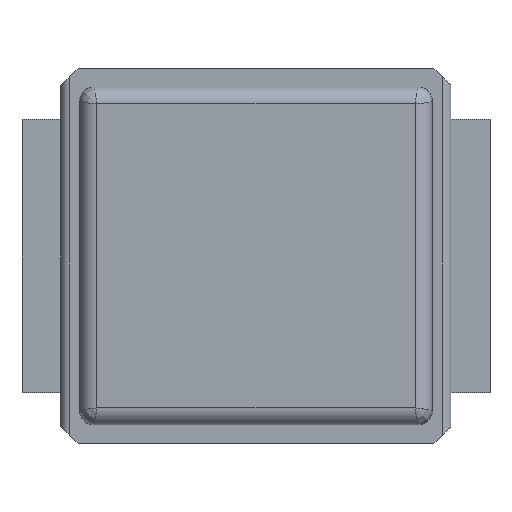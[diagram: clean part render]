
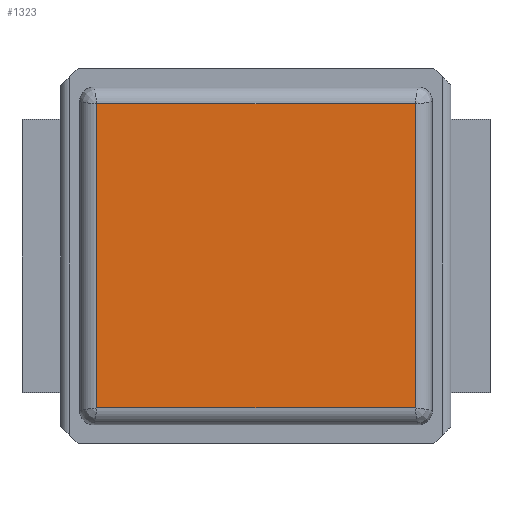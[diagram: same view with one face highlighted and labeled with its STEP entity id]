
A CAD part, top view. The second image highlights one B-rep face of the part: STEP entity #1323.
In plain terms, the highlighted planar face has unit normal (0, 0, 1).
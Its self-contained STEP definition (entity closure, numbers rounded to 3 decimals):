
#12=DIRECTION('',(0.,0.,1.));
#65=VECTOR('',#66,1.);
#66=DIRECTION('',(0.,1.,0.));
#80=DIRECTION('',(1.,0.,0.));
#119=VECTOR('',#80,1.);
#630=VECTOR('',#631,1.);
#631=DIRECTION('',(-0.,-1.,-0.));
#728=VECTOR('',#729,1.);
#729=DIRECTION('',(-1.,-0.,-0.));
#905=VERTEX_POINT('',#906);
#906=CARTESIAN_POINT('',(1.634,1.559,0.565));
#916=VERTEX_POINT('',#917);
#917=CARTESIAN_POINT('',(1.634,-1.559,0.565));
#923=ORIENTED_EDGE('',*,*,#924,.F.);
#924=EDGE_CURVE('',#905,#916,#925,.T.);
#925=LINE('',#926,#630);
#926=CARTESIAN_POINT('',(1.634,1.587,0.565));
#983=VERTEX_POINT('',#984);
#984=CARTESIAN_POINT('',(-1.634,1.559,0.565));
#990=ORIENTED_EDGE('',*,*,#991,.F.);
#991=EDGE_CURVE('',#983,#905,#992,.T.);
#992=LINE('',#993,#119);
#993=CARTESIAN_POINT('',(-1.662,1.559,0.565));
#1062=VERTEX_POINT('',#1063);
#1063=CARTESIAN_POINT('',(-1.634,-1.559,0.565));
#1072=ORIENTED_EDGE('',*,*,#1073,.F.);
#1073=EDGE_CURVE('',#1062,#983,#1074,.T.);
#1074=LINE('',#1075,#65);
#1075=CARTESIAN_POINT('',(-1.634,-1.587,0.565));
#1140=ORIENTED_EDGE('',*,*,#1141,.F.);
#1141=EDGE_CURVE('',#916,#1062,#1142,.T.);
#1142=LINE('',#1143,#728);
#1143=CARTESIAN_POINT('',(1.662,-1.559,0.565));
#1323=ADVANCED_FACE('',(#1324),#1326,.T.);
#1324=FACE_BOUND('',#1325,.T.);
#1325=EDGE_LOOP('',(#990,#1072,#1140,#923));
#1326=PLANE('',#1327);
#1327=AXIS2_PLACEMENT_3D('',#1328,#12,#80);
#1328=CARTESIAN_POINT('',(-1.808,-1.733,0.565));
